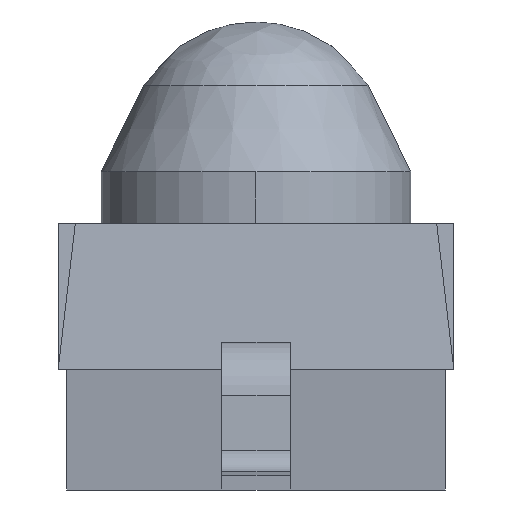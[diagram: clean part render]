
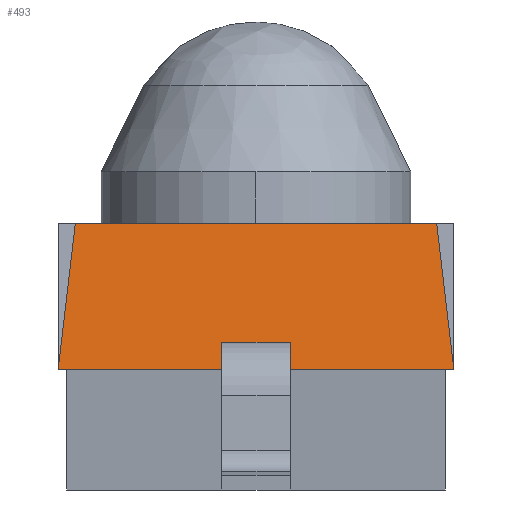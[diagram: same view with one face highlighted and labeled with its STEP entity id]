
A CAD part, left-side view. The second image highlights one B-rep face of the part: STEP entity #493.
In plain terms, the highlighted planar face has unit normal (-0.993, 0, 0.117).
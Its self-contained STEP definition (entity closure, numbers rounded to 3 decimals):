
#24 = PLANE ( 'NONE',  #736 ) ;
#97 = VECTOR ( 'NONE', #822, 1000. ) ;
#167 = ORIENTED_EDGE ( 'NONE', *, *, #1461, .T. ) ;
#169 = VERTEX_POINT ( 'NONE', #1881 ) ;
#199 = CARTESIAN_POINT ( 'NONE',  ( -1.15, -1.15, 0.75 ) ) ;
#208 = LINE ( 'NONE', #1669, #1685 ) ;
#215 = CARTESIAN_POINT ( 'NONE',  ( -1.05, -1.15, 1.6 ) ) ;
#341 = EDGE_CURVE ( 'NONE', #420, #867, #2044, .T. ) ;
#345 = CARTESIAN_POINT ( 'NONE',  ( -1.05, 1.05, 1.6 ) ) ;
#349 = VERTEX_POINT ( 'NONE', #1235 ) ;
#360 = VECTOR ( 'NONE', #1621, 1000. ) ;
#375 = CARTESIAN_POINT ( 'NONE',  ( -1.131, -0.2, 0.91 ) ) ;
#414 = CARTESIAN_POINT ( 'NONE',  ( -1.15, -1.15, 0.75 ) ) ;
#417 = VECTOR ( 'NONE', #1583, 1000. ) ;
#420 = VERTEX_POINT ( 'NONE', #1437 ) ;
#469 = CARTESIAN_POINT ( 'NONE',  ( -1.15, -1.15, 0.75 ) ) ;
#493 = ADVANCED_FACE ( 'NONE', ( #984 ), #24, .T. ) ;
#498 = ORIENTED_EDGE ( 'NONE', *, *, #549, .F. ) ;
#500 = ORIENTED_EDGE ( 'NONE', *, *, #341, .F. ) ;
#549 = EDGE_CURVE ( 'NONE', #867, #879, #1266, .T. ) ;
#561 = EDGE_CURVE ( 'NONE', #420, #1288, #208, .T. ) ;
#575 = DIRECTION ( 'NONE',  ( -0.117, 0., -0.993 ) ) ;
#736 = AXIS2_PLACEMENT_3D ( 'NONE', #788, #1719, #2080 ) ;
#742 = VECTOR ( 'NONE', #1851, 1000. ) ;
#788 = CARTESIAN_POINT ( 'NONE',  ( -1.1, -1.15, 1.175 ) ) ;
#795 = VECTOR ( 'NONE', #2095, 1000. ) ;
#822 = DIRECTION ( 'NONE',  ( 0.116, 0.116, 0.986 ) ) ;
#867 = VERTEX_POINT ( 'NONE', #2089 ) ;
#879 = VERTEX_POINT ( 'NONE', #1922 ) ;
#977 = VECTOR ( 'NONE', #2316, 1000. ) ;
#984 = FACE_OUTER_BOUND ( 'NONE', #2007, .T. ) ;
#996 = ORIENTED_EDGE ( 'NONE', *, *, #1161, .F. ) ;
#1096 = LINE ( 'NONE', #414, #97 ) ;
#1161 = EDGE_CURVE ( 'NONE', #349, #1885, #1335, .T. ) ;
#1200 = ORIENTED_EDGE ( 'NONE', *, *, #1350, .T. ) ;
#1235 = CARTESIAN_POINT ( 'NONE',  ( -1.15, -1.15, 0.75 ) ) ;
#1266 = LINE ( 'NONE', #199, #742 ) ;
#1288 = VERTEX_POINT ( 'NONE', #375 ) ;
#1335 = LINE ( 'NONE', #469, #360 ) ;
#1339 = CARTESIAN_POINT ( 'NONE',  ( -1.131, 0.2, 0.91 ) ) ;
#1350 = EDGE_CURVE ( 'NONE', #349, #169, #1096, .T. ) ;
#1437 = CARTESIAN_POINT ( 'NONE',  ( -1.131, 0.2, 0.91 ) ) ;
#1446 = EDGE_CURVE ( 'NONE', #1857, #879, #1796, .T. ) ;
#1461 = EDGE_CURVE ( 'NONE', #169, #1857, #1874, .T. ) ;
#1486 = LINE ( 'NONE', #1741, #977 ) ;
#1550 = DIRECTION ( 'NONE',  ( 0., -1., 0. ) ) ;
#1577 = VECTOR ( 'NONE', #575, 1000. ) ;
#1583 = DIRECTION ( 'NONE',  ( 0., 1., 0. ) ) ;
#1621 = DIRECTION ( 'NONE',  ( 0., 1., 0. ) ) ;
#1669 = CARTESIAN_POINT ( 'NONE',  ( -1.131, -1.15, 0.91 ) ) ;
#1685 = VECTOR ( 'NONE', #1550, 1000. ) ;
#1719 = DIRECTION ( 'NONE',  ( -0.993, 0., 0.117 ) ) ;
#1741 = CARTESIAN_POINT ( 'NONE',  ( -1.131, -0.2, 0.91 ) ) ;
#1796 = LINE ( 'NONE', #2298, #795 ) ;
#1839 = ORIENTED_EDGE ( 'NONE', *, *, #561, .T. ) ;
#1842 = ORIENTED_EDGE ( 'NONE', *, *, #1446, .T. ) ;
#1851 = DIRECTION ( 'NONE',  ( 0., 1., 0. ) ) ;
#1857 = VERTEX_POINT ( 'NONE', #345 ) ;
#1874 = LINE ( 'NONE', #215, #417 ) ;
#1881 = CARTESIAN_POINT ( 'NONE',  ( -1.05, -1.05, 1.6 ) ) ;
#1885 = VERTEX_POINT ( 'NONE', #1886 ) ;
#1886 = CARTESIAN_POINT ( 'NONE',  ( -1.15, -0.2, 0.75 ) ) ;
#1922 = CARTESIAN_POINT ( 'NONE',  ( -1.15, 1.15, 0.75 ) ) ;
#2007 = EDGE_LOOP ( 'NONE', ( #500, #1839, #2233, #996, #1200, #167, #1842, #498 ) ) ;
#2044 = LINE ( 'NONE', #1339, #1577 ) ;
#2063 = EDGE_CURVE ( 'NONE', #1288, #1885, #1486, .T. ) ;
#2080 = DIRECTION ( 'NONE',  ( 0.117, 0., 0.993 ) ) ;
#2089 = CARTESIAN_POINT ( 'NONE',  ( -1.15, 0.2, 0.75 ) ) ;
#2095 = DIRECTION ( 'NONE',  ( -0.116, 0.116, -0.986 ) ) ;
#2233 = ORIENTED_EDGE ( 'NONE', *, *, #2063, .T. ) ;
#2298 = CARTESIAN_POINT ( 'NONE',  ( -1.05, 1.05, 1.6 ) ) ;
#2316 = DIRECTION ( 'NONE',  ( -0.117, 0., -0.993 ) ) ;
